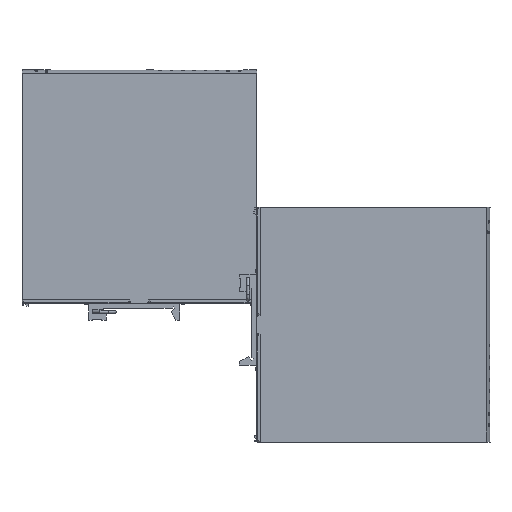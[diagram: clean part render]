
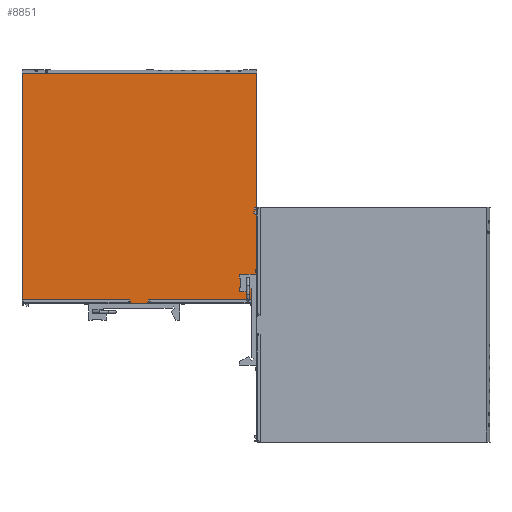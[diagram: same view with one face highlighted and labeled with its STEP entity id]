
A CAD part, left-side view. The second image highlights one B-rep face of the part: STEP entity #8851.
In plain terms, the highlighted planar face has unit normal (-1, 0, 0).
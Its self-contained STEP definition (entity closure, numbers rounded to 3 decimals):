
#8851 = ADVANCED_FACE( '', ( #19826 ), #19827, .T. );
#19826 = FACE_OUTER_BOUND( '', #33857, .T. );
#19827 = PLANE( '', #33858 );
#33857 = EDGE_LOOP( '', ( #61989, #61990, #61991, #61992, #61993, #61994, #61995, #61996, #61997, #61998 ) );
#33858 = AXIS2_PLACEMENT_3D( '', #61999, #62000, #62001 );
#61989 = ORIENTED_EDGE( '', *, *, #86089, .F. );
#61990 = ORIENTED_EDGE( '', *, *, #92724, .T. );
#61991 = ORIENTED_EDGE( '', *, *, #95869, .F. );
#61992 = ORIENTED_EDGE( '', *, *, #95870, .T. );
#61993 = ORIENTED_EDGE( '', *, *, #95871, .T. );
#61994 = ORIENTED_EDGE( '', *, *, #95872, .T. );
#61995 = ORIENTED_EDGE( '', *, *, #95873, .T. );
#61996 = ORIENTED_EDGE( '', *, *, #92561, .T. );
#61997 = ORIENTED_EDGE( '', *, *, #95847, .F. );
#61998 = ORIENTED_EDGE( '', *, *, #87222, .F. );
#61999 = CARTESIAN_POINT( '', ( -28.669, -123.9, -73.769 ) );
#62000 = DIRECTION( '', ( -1., 0., 0. ) );
#62001 = DIRECTION( '', ( 0., 0., 1. ) );
#86089 = EDGE_CURVE( '', #102210, #102212, #102213, .T. );
#87222 = EDGE_CURVE( '', #102212, #104276, #104277, .T. );
#92561 = EDGE_CURVE( '', #113188, #113192, #113194, .T. );
#92724 = EDGE_CURVE( '', #102210, #113446, #113448, .T. );
#95847 = EDGE_CURVE( '', #104276, #113192, #118093, .T. );
#95869 = EDGE_CURVE( '', #118122, #113446, #118123, .T. );
#95870 = EDGE_CURVE( '', #118122, #118124, #118125, .T. );
#95871 = EDGE_CURVE( '', #118124, #118126, #118127, .T. );
#95872 = EDGE_CURVE( '', #118126, #118128, #118129, .T. );
#95873 = EDGE_CURVE( '', #118128, #113188, #118130, .T. );
#102210 = VERTEX_POINT( '', #126038 );
#102212 = VERTEX_POINT( '', #126040 );
#102213 = LINE( '', #126041, #126042 );
#104276 = VERTEX_POINT( '', #129783 );
#104277 = LINE( '', #129784, #129785 );
#113188 = VERTEX_POINT( '', #145216 );
#113192 = VERTEX_POINT( '', #145222 );
#113194 = LINE( '', #145225, #145226 );
#113446 = VERTEX_POINT( '', #145656 );
#113448 = LINE( '', #145659, #145660 );
#118093 = LINE( '', #153976, #153977 );
#118122 = VERTEX_POINT( '', #154017 );
#118123 = LINE( '', #154018, #154019 );
#118124 = VERTEX_POINT( '', #154020 );
#118125 = LINE( '', #154021, #154022 );
#118126 = VERTEX_POINT( '', #154023 );
#118127 = CIRCLE( '', #154024, 0.5 );
#118128 = VERTEX_POINT( '', #154025 );
#118129 = LINE( '', #154026, #154027 );
#118130 = CIRCLE( '', #154028, 0.5 );
#126038 = CARTESIAN_POINT( '', ( -28.669, -122.422, 51.231 ) );
#126040 = CARTESIAN_POINT( '', ( -28.669, -122.422, -73.769 ) );
#126041 = CARTESIAN_POINT( '', ( -28.669, -122.422, -134.016 ) );
#126042 = VECTOR( '', #167434, 1000. );
#129783 = CARTESIAN_POINT( '', ( -28.669, -1.9, -73.769 ) );
#129784 = CARTESIAN_POINT( '', ( -28.669, -123.9, -73.769 ) );
#129785 = VECTOR( '', #168403, 1000. );
#145216 = CARTESIAN_POINT( '', ( -28.669, -0.371, -15.859 ) );
#145222 = CARTESIAN_POINT( '', ( -28.669, -1.9, -16.269 ) );
#145225 = CARTESIAN_POINT( '', ( -28.669, -0.371, -15.859 ) );
#145226 = VECTOR( '', #173231, 1000. );
#145656 = CARTESIAN_POINT( '', ( -28.669, -1.9, 51.231 ) );
#145659 = CARTESIAN_POINT( '', ( -28.669, -123.9, 51.231 ) );
#145660 = VECTOR( '', #173363, 1000. );
#153976 = CARTESIAN_POINT( '', ( -28.669, -1.9, -73.769 ) );
#153977 = VECTOR( '', #176006, 1000. );
#154017 = CARTESIAN_POINT( '', ( -28.669, -1.9, -6.269 ) );
#154018 = CARTESIAN_POINT( '', ( -28.669, -1.9, -73.769 ) );
#154019 = VECTOR( '', #176030, 1000. );
#154020 = CARTESIAN_POINT( '', ( -28.669, -0.371, -6.679 ) );
#154021 = CARTESIAN_POINT( '', ( -28.669, -1.9, -6.269 ) );
#154022 = VECTOR( '', #176031, 1000. );
#154023 = CARTESIAN_POINT( '', ( -28.669, 0., -7.162 ) );
#154024 = AXIS2_PLACEMENT_3D( '', #176032, #176033, #176034 );
#154025 = CARTESIAN_POINT( '', ( -28.669, 0., -15.376 ) );
#154026 = CARTESIAN_POINT( '', ( -28.669, 0., -7.162 ) );
#154027 = VECTOR( '', #176035, 1000. );
#154028 = AXIS2_PLACEMENT_3D( '', #176036, #176037, #176038 );
#167434 = DIRECTION( '', ( 0., 0., -1. ) );
#168403 = DIRECTION( '', ( 0., 1., 0. ) );
#173231 = DIRECTION( '', ( 0., -0.966, -0.259 ) );
#173363 = DIRECTION( '', ( 0., 1., 0. ) );
#176006 = DIRECTION( '', ( 0., 0., 1. ) );
#176030 = DIRECTION( '', ( 0., 0., 1. ) );
#176031 = DIRECTION( '', ( 0., 0.966, -0.259 ) );
#176032 = CARTESIAN_POINT( '', ( -28.669, -0.5, -7.162 ) );
#176033 = DIRECTION( '', ( -1., 0., 0. ) );
#176034 = DIRECTION( '', ( 0., -1., 0. ) );
#176035 = DIRECTION( '', ( 0., 0., -1. ) );
#176036 = CARTESIAN_POINT( '', ( -28.669, -0.5, -15.376 ) );
#176037 = DIRECTION( '', ( -1., 0., 0. ) );
#176038 = DIRECTION( '', ( 0., 1., 0. ) );
